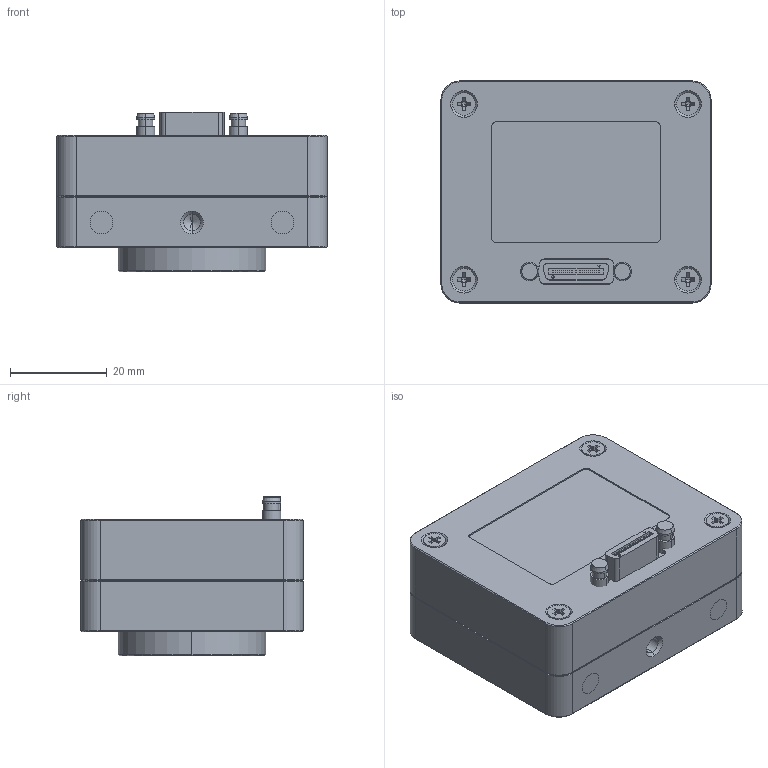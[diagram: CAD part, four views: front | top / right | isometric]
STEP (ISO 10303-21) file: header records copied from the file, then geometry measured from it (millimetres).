
FILE_DESCRIPTION (( 'STEP AP214' ), '1' );
FILE_NAME ('MTN003853.STEP', '2014-08-06T11:34:51', ( '' ), ( '' ), 'SwSTEP 2.0', 'SolidWorks 2014', '' );
FILE_SCHEMA (( 'AUTOMOTIVE_DESIGN' ));
Length unit declared in the file: millimetre
Products named in the file (13): Halter Teil3 Typ300-14AR; Halter Teil1 WFS20 Baugruppe; Halter Teil2 Baugruppe; Kugel 2mm; Halter Teil2; Magnet3x1; Stift 1x4; Halter Teil1 WFS20; Kamera aus GMK975-002_R023; MTN003853; M0092-0894-0a   Kamera Frontteil mit zusätzlichen Befestigungsgewinden metrisch; Halter Teil3 TYP300-14AR; Linsenarray
Assembly tree (31 placements, depth 4):
  MTN003853
    Kamera aus GMK975-002_R023
    Halter Teil1 WFS20 Baugruppe
      Halter Teil1 WFS20
      Stift 1x4  x7
      Magnet3x1  x6
      Halter Teil2 Baugruppe
        Halter Teil2
        Kugel 2mm  x3
        Magnet3x1  x6
    Halter Teil3 TYP300-14AR
      Halter Teil3 Typ300-14AR
      Linsenarray
    M0092-0894-0a   Kamera Frontteil mit zusätzlichen Befestigungsgewinden metrisch
Bounding box: 56 x 46 x 33.11 mm (x, y, z)
Volume: 72218.5 mm3; surface area: 44089.2 mm2
Topology: 41 solids, 41 shells, 2417 faces, 6397 edges, 3836 vertices
Faces by surface type: plane 1169, cylinder 660, bspline 316, cone 252, sphere 20
Entity records: 101516 total; most frequent: CARTESIAN_POINT 23513, ORIENTED_EDGE 11504, DIRECTION 11402, EDGE_CURVE 5752, AXIS2_PLACEMENT_3D 4074, VERTEX_POINT 3737, VECTOR 3254, LINE 3254
